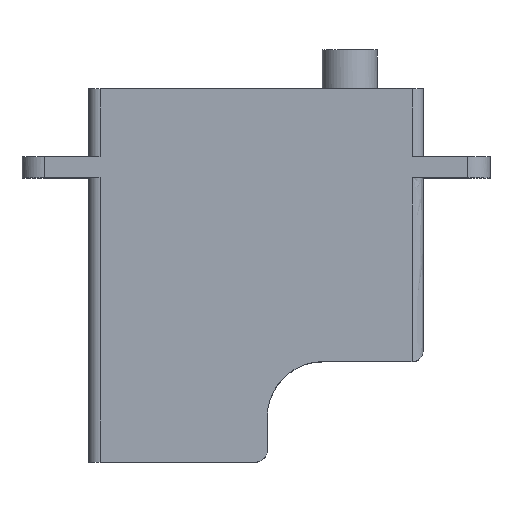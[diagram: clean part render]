
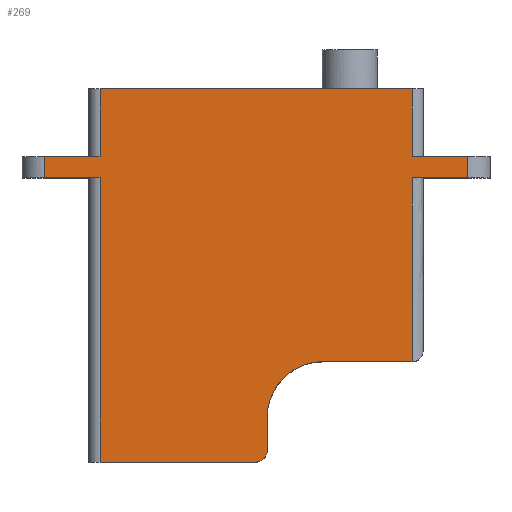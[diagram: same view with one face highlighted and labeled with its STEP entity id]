
A CAD part, top view. The second image highlights one B-rep face of the part: STEP entity #269.
In plain terms, the highlighted free-form (B-spline) face has degree [1, 1] with [2, 2] control points.
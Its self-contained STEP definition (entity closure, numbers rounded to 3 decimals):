
#184 = VERTEX_POINT('',#185);
#185 = CARTESIAN_POINT('',(77.561,-20.095,
    11.752));
#191 = EDGE_CURVE('',#192,#184,#194,.T.);
#192 = VERTEX_POINT('',#193);
#193 = CARTESIAN_POINT('',(83.437,-20.095,
    11.752));
#194 = B_SPLINE_CURVE_WITH_KNOTS('',1,(#195,#196),.UNSPECIFIED.,.F.,.F.,
  (2,2),(35.,40.),.PIECEWISE_BEZIER_KNOTS.);
#195 = CARTESIAN_POINT('',(83.437,-20.095,
    11.752));
#196 = CARTESIAN_POINT('',(77.561,-20.095,
    11.752));
#245 = VERTEX_POINT('',#246);
#246 = CARTESIAN_POINT('',(77.561,-22.328,
    11.752));
#252 = EDGE_CURVE('',#245,#184,#253,.T.);
#253 = B_SPLINE_CURVE_WITH_KNOTS('',1,(#254,#255),.UNSPECIFIED.,.F.,.F.,
  (2,2),(3.425,5.325),.PIECEWISE_BEZIER_KNOTS.);
#254 = CARTESIAN_POINT('',(77.561,-22.328,
    11.752));
#255 = CARTESIAN_POINT('',(77.561,-20.095,
    11.752));
#269 = ADVANCED_FACE('',(#270),#372,.T.);
#270 = FACE_BOUND('',#271,.T.);
#271 = EDGE_LOOP('',(#272,#273,#280,#287,#294,#302,#309,#317,#324,#331,
    #338,#345,#352,#359,#366,#371));
#272 = ORIENTED_EDGE('',*,*,#252,.F.);
#273 = ORIENTED_EDGE('',*,*,#274,.T.);
#274 = EDGE_CURVE('',#245,#275,#277,.T.);
#275 = VERTEX_POINT('',#276);
#276 = CARTESIAN_POINT('',(83.437,-22.328,
    11.752));
#277 = B_SPLINE_CURVE_WITH_KNOTS('',1,(#278,#279),.UNSPECIFIED.,.F.,.F.,
  (2,2),(2.,7.),.PIECEWISE_BEZIER_KNOTS.);
#278 = CARTESIAN_POINT('',(77.561,-22.328,
    11.752));
#279 = CARTESIAN_POINT('',(83.437,-22.328,
    11.752));
#280 = ORIENTED_EDGE('',*,*,#281,.F.);
#281 = EDGE_CURVE('',#282,#275,#284,.T.);
#282 = VERTEX_POINT('',#283);
#283 = CARTESIAN_POINT('',(83.437,-52.295,
    11.752));
#284 = B_SPLINE_CURVE_WITH_KNOTS('',1,(#285,#286),.UNSPECIFIED.,.F.,.F.,
  (2,2),(-21.125,4.375),.PIECEWISE_BEZIER_KNOTS.);
#285 = CARTESIAN_POINT('',(83.437,-52.295,
    11.752));
#286 = CARTESIAN_POINT('',(83.437,-22.328,
    11.752));
#287 = ORIENTED_EDGE('',*,*,#288,.T.);
#288 = EDGE_CURVE('',#282,#289,#291,.T.);
#289 = VERTEX_POINT('',#290);
#290 = CARTESIAN_POINT('',(99.889,-52.295,
    11.752));
#291 = B_SPLINE_CURVE_WITH_KNOTS('',1,(#292,#293),.UNSPECIFIED.,.F.,.F.,
  (2,2),(-29.,-15.),.PIECEWISE_BEZIER_KNOTS.);
#292 = CARTESIAN_POINT('',(83.437,-52.295,
    11.752));
#293 = CARTESIAN_POINT('',(99.889,-52.295,
    11.752));
#294 = ORIENTED_EDGE('',*,*,#295,.F.);
#295 = EDGE_CURVE('',#296,#289,#298,.T.);
#296 = VERTEX_POINT('',#297);
#297 = CARTESIAN_POINT('',(101.064,-51.12,
    11.752));
#298 = ( BOUNDED_CURVE() B_SPLINE_CURVE(2,(#299,#300,#301),
.UNSPECIFIED.,.F.,.F.) B_SPLINE_CURVE_WITH_KNOTS((3,3),(5.498,
7.069),.PIECEWISE_BEZIER_KNOTS.) CURVE() 
GEOMETRIC_REPRESENTATION_ITEM() RATIONAL_B_SPLINE_CURVE((1.,
0.707,1.)) REPRESENTATION_ITEM('') );
#299 = CARTESIAN_POINT('',(101.064,-51.12,
    11.752));
#300 = CARTESIAN_POINT('',(101.064,-52.295,
    11.752));
#301 = CARTESIAN_POINT('',(99.889,-52.295,
    11.752));
#302 = ORIENTED_EDGE('',*,*,#303,.T.);
#303 = EDGE_CURVE('',#296,#304,#306,.T.);
#304 = VERTEX_POINT('',#305);
#305 = CARTESIAN_POINT('',(101.064,-47.594,
    11.752));
#306 = B_SPLINE_CURVE_WITH_KNOTS('',1,(#307,#308),.UNSPECIFIED.,.F.,.F.,
  (2,2),(1.,4.),.PIECEWISE_BEZIER_KNOTS.);
#307 = CARTESIAN_POINT('',(101.064,-51.12,
    11.752));
#308 = CARTESIAN_POINT('',(101.064,-47.594,
    11.752));
#309 = ORIENTED_EDGE('',*,*,#310,.T.);
#310 = EDGE_CURVE('',#304,#311,#313,.T.);
#311 = VERTEX_POINT('',#312);
#312 = CARTESIAN_POINT('',(106.94,-41.718,
    11.752));
#313 = ( BOUNDED_CURVE() B_SPLINE_CURVE(2,(#314,#315,#316),
.UNSPECIFIED.,.F.,.F.) B_SPLINE_CURVE_WITH_KNOTS((3,3),(4.712,
6.283),.PIECEWISE_BEZIER_KNOTS.) CURVE() 
GEOMETRIC_REPRESENTATION_ITEM() RATIONAL_B_SPLINE_CURVE((1.,
0.707,1.)) REPRESENTATION_ITEM('') );
#314 = CARTESIAN_POINT('',(101.064,-47.594,
    11.752));
#315 = CARTESIAN_POINT('',(101.064,-41.718,
    11.752));
#316 = CARTESIAN_POINT('',(106.94,-41.718,
    11.752));
#317 = ORIENTED_EDGE('',*,*,#318,.T.);
#318 = EDGE_CURVE('',#311,#319,#321,.T.);
#319 = VERTEX_POINT('',#320);
#320 = CARTESIAN_POINT('',(116.341,-41.718,
    11.752));
#321 = B_SPLINE_CURVE_WITH_KNOTS('',1,(#322,#323),.UNSPECIFIED.,.F.,.F.,
  (2,2),(0.,8.),.PIECEWISE_BEZIER_KNOTS.);
#322 = CARTESIAN_POINT('',(106.94,-41.718,
    11.752));
#323 = CARTESIAN_POINT('',(116.341,-41.718,
    11.752));
#324 = ORIENTED_EDGE('',*,*,#325,.F.);
#325 = EDGE_CURVE('',#326,#319,#328,.T.);
#326 = VERTEX_POINT('',#327);
#327 = CARTESIAN_POINT('',(116.341,-22.328,
    11.752));
#328 = B_SPLINE_CURVE_WITH_KNOTS('',1,(#329,#330),.UNSPECIFIED.,.F.,.F.,
  (2,2),(-12.625,3.875),.PIECEWISE_BEZIER_KNOTS.);
#329 = CARTESIAN_POINT('',(116.341,-22.328,
    11.752));
#330 = CARTESIAN_POINT('',(116.341,-41.718,
    11.752));
#331 = ORIENTED_EDGE('',*,*,#332,.T.);
#332 = EDGE_CURVE('',#326,#333,#335,.T.);
#333 = VERTEX_POINT('',#334);
#334 = CARTESIAN_POINT('',(122.217,-22.328,
    11.752));
#335 = B_SPLINE_CURVE_WITH_KNOTS('',1,(#336,#337),.UNSPECIFIED.,.F.,.F.,
  (2,2),(35.,40.),.PIECEWISE_BEZIER_KNOTS.);
#336 = CARTESIAN_POINT('',(116.341,-22.328,
    11.752));
#337 = CARTESIAN_POINT('',(122.217,-22.328,
    11.752));
#338 = ORIENTED_EDGE('',*,*,#339,.F.);
#339 = EDGE_CURVE('',#340,#333,#342,.T.);
#340 = VERTEX_POINT('',#341);
#341 = CARTESIAN_POINT('',(122.217,-20.095,
    11.752));
#342 = B_SPLINE_CURVE_WITH_KNOTS('',1,(#343,#344),.UNSPECIFIED.,.F.,.F.,
  (2,2),(-6.275,-4.375),.PIECEWISE_BEZIER_KNOTS.);
#343 = CARTESIAN_POINT('',(122.217,-20.095,
    11.752));
#344 = CARTESIAN_POINT('',(122.217,-22.328,
    11.752));
#345 = ORIENTED_EDGE('',*,*,#346,.T.);
#346 = EDGE_CURVE('',#340,#347,#349,.T.);
#347 = VERTEX_POINT('',#348);
#348 = CARTESIAN_POINT('',(116.341,-20.095,
    11.752));
#349 = B_SPLINE_CURVE_WITH_KNOTS('',1,(#350,#351),.UNSPECIFIED.,.F.,.F.,
  (2,2),(2.,7.),.PIECEWISE_BEZIER_KNOTS.);
#350 = CARTESIAN_POINT('',(122.217,-20.095,
    11.752));
#351 = CARTESIAN_POINT('',(116.341,-20.095,
    11.752));
#352 = ORIENTED_EDGE('',*,*,#353,.F.);
#353 = EDGE_CURVE('',#354,#347,#356,.T.);
#354 = VERTEX_POINT('',#355);
#355 = CARTESIAN_POINT('',(116.341,-12.927,
    11.752));
#356 = B_SPLINE_CURVE_WITH_KNOTS('',1,(#357,#358),.UNSPECIFIED.,.F.,.F.,
  (2,2),(-11.425,-5.325),.PIECEWISE_BEZIER_KNOTS.);
#357 = CARTESIAN_POINT('',(116.341,-12.927,
    11.752));
#358 = CARTESIAN_POINT('',(116.341,-20.095,
    11.752));
#359 = ORIENTED_EDGE('',*,*,#360,.T.);
#360 = EDGE_CURVE('',#354,#361,#363,.T.);
#361 = VERTEX_POINT('',#362);
#362 = CARTESIAN_POINT('',(83.437,-12.927,
    11.752));
#363 = B_SPLINE_CURVE_WITH_KNOTS('',1,(#364,#365),.UNSPECIFIED.,.F.,.F.,
  (2,2),(1.,29.),.PIECEWISE_BEZIER_KNOTS.);
#364 = CARTESIAN_POINT('',(116.341,-12.927,
    11.752));
#365 = CARTESIAN_POINT('',(83.437,-12.927,
    11.752));
#366 = ORIENTED_EDGE('',*,*,#367,.F.);
#367 = EDGE_CURVE('',#192,#361,#368,.T.);
#368 = B_SPLINE_CURVE_WITH_KNOTS('',1,(#369,#370),.UNSPECIFIED.,.F.,.F.,
  (2,2),(2.275,8.375),.PIECEWISE_BEZIER_KNOTS.);
#369 = CARTESIAN_POINT('',(83.437,-20.095,
    11.752));
#370 = CARTESIAN_POINT('',(83.437,-12.927,
    11.752));
#371 = ORIENTED_EDGE('',*,*,#191,.T.);
#372 = B_SPLINE_SURFACE_WITH_KNOTS('',1,1,(
    (#373,#374)
    ,(#375,#376
    )),.UNSPECIFIED.,.F.,.F.,.F.,(2,2),(2,2),(-19.,19.),(-16.75,16.75),
  .PIECEWISE_BEZIER_KNOTS.);
#373 = CARTESIAN_POINT('',(77.561,-52.295,
    11.752));
#374 = CARTESIAN_POINT('',(77.561,-12.927,
    11.752));
#375 = CARTESIAN_POINT('',(122.217,-52.295,
    11.752));
#376 = CARTESIAN_POINT('',(122.217,-12.927,
    11.752));
